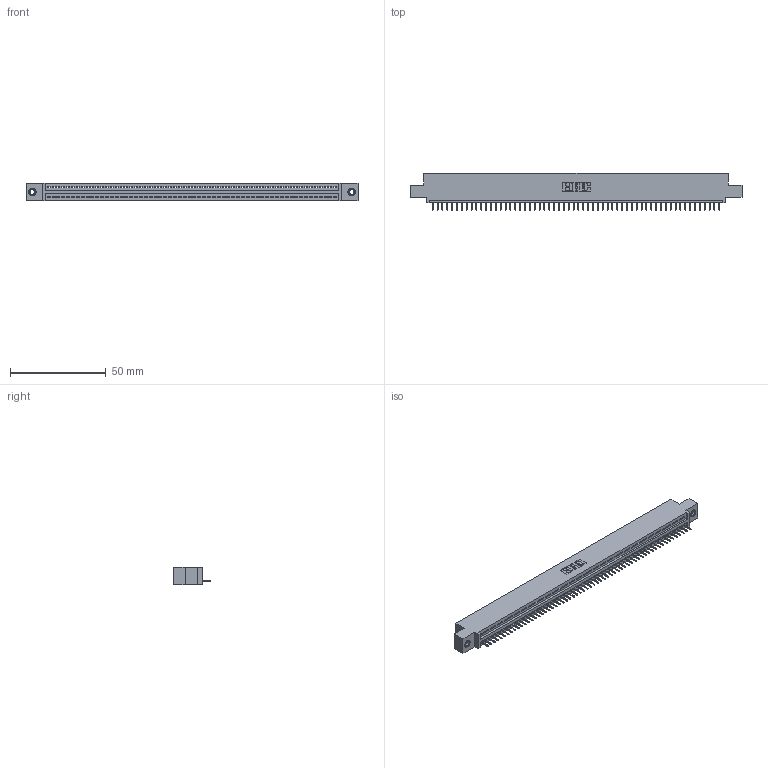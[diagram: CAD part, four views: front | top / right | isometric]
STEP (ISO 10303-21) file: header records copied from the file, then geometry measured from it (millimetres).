
FILE_DESCRIPTION (( 'STEP AP203' ), '1' );
FILE_NAME ('395-060-524-407.STEP', '2018-11-23T12:50:46', ( '' ), ( '' ), 'SwSTEP 2.0', 'SolidWorks 2016', '' );
FILE_SCHEMA (( 'CONFIG_CONTROL_DESIGN' ));
Length unit declared in the file: inch
Products named in the file (4): 345 Part_0.110 Offset - 0.156 Dia-TI; 345-292-001_345-293-124; 345-250-001_345-250-005-103; 395-060-524-407
Assembly tree (63 placements, depth 2):
  395-060-524-407
    345 Part_0.110 Offset - 0.156 Dia-TI
    345-292-001_345-293-124  x60
    345-250-001_345-250-005-103  x2
Bounding box: 173.61 x 19.35 x 9.4 mm (x, y, z)
Volume: 16313.1 mm3; surface area: 21279.9 mm2
Topology: 63 solids, 63 shells, 3910 faces, 11289 edges, 7278 vertices
Faces by surface type: plane 2876, cylinder 1018, cone 12, torus 4
Entity records: 44126 total; most frequent: CARTESIAN_POINT 7623, ORIENTED_EDGE 7610, DIRECTION 6659, EDGE_CURVE 3805, LINE 3417, VECTOR 3417, VERTEX_POINT 2528, AXIS2_PLACEMENT_3D 1621
